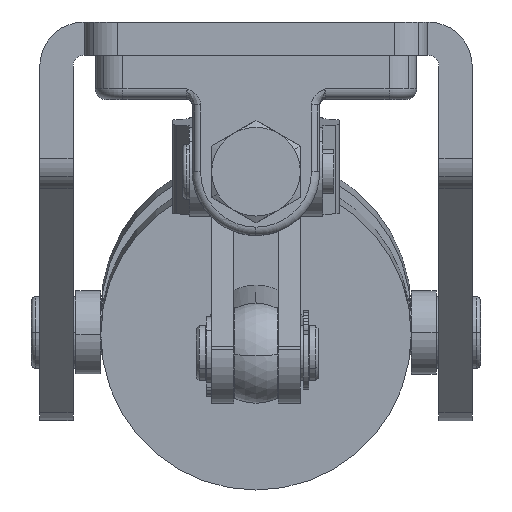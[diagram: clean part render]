
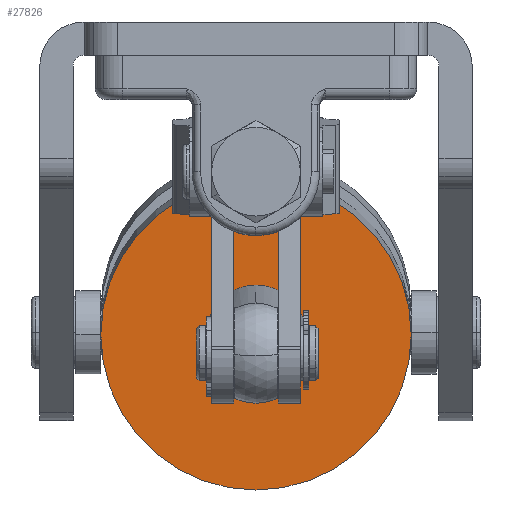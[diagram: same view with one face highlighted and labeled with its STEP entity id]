
A CAD part, left-side view. The second image highlights one B-rep face of the part: STEP entity #27826.
In plain terms, the highlighted face is planar.
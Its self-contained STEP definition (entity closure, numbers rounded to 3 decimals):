
#26309=CARTESIAN_POINT('',(49.166,21.253,0.0));
#26310=VERTEX_POINT('',#26309);
#26319=CARTESIAN_POINT('',(49.166,-34.747,0.));
#26320=VERTEX_POINT('',#26319);
#26321=CARTESIAN_POINT('',(49.166,-6.747,0.0));
#26322=DIRECTION('',(1.0,0.0,0.0));
#26323=DIRECTION('',(0.0,1.0,0.0));
#26324=AXIS2_PLACEMENT_3D('',#26321,#26322,#26323);
#26325=CIRCLE('',#26324,28.);
#26326=EDGE_CURVE('',#26310,#26320,#26325,.T.);
#26491=CARTESIAN_POINT('',(49.166,2.253,0.0));
#26492=VERTEX_POINT('',#26491);
#26534=CARTESIAN_POINT('',(49.166,-15.747,0.));
#26535=VERTEX_POINT('',#26534);
#26542=CARTESIAN_POINT('',(49.166,-6.747,0.0));
#26543=DIRECTION('',(1.0,0.0,0.0));
#26544=DIRECTION('',(0.0,1.0,0.0));
#26545=AXIS2_PLACEMENT_3D('',#26542,#26543,#26544);
#26546=CIRCLE('',#26545,9.0);
#26547=EDGE_CURVE('',#26492,#26535,#26546,.T.);
#27772=CARTESIAN_POINT('',(49.166,-6.747,0.0));
#27773=DIRECTION('',(1.0,0.0,0.0));
#27774=DIRECTION('',(0.0,1.0,0.0));
#27775=AXIS2_PLACEMENT_3D('',#27772,#27773,#27774);
#27776=CIRCLE('',#27775,9.0);
#27777=EDGE_CURVE('',#26535,#26492,#27776,.T.);
#27807=CARTESIAN_POINT('',(49.166,11.753,0.0));
#27808=DIRECTION('',(-1.0,0.0,0.0));
#27809=DIRECTION('',(0.0,0.0,1.0));
#27810=AXIS2_PLACEMENT_3D('',#27807,#27808,#27809);
#27811=PLANE('',#27810);
#27812=ORIENTED_EDGE('',*,*,#26326,.F.);
#27813=CARTESIAN_POINT('',(49.166,-6.747,0.0));
#27814=DIRECTION('',(1.0,0.0,0.0));
#27815=DIRECTION('',(0.0,1.0,0.0));
#27816=AXIS2_PLACEMENT_3D('',#27813,#27814,#27815);
#27817=CIRCLE('',#27816,28.);
#27818=EDGE_CURVE('',#26320,#26310,#27817,.T.);
#27819=ORIENTED_EDGE('',*,*,#27818,.F.);
#27820=EDGE_LOOP('',(#27812,#27819));
#27821=FACE_OUTER_BOUND('',#27820,.T.);
#27822=ORIENTED_EDGE('',*,*,#26547,.T.);
#27823=ORIENTED_EDGE('',*,*,#27777,.T.);
#27824=EDGE_LOOP('',(#27822,#27823));
#27825=FACE_BOUND('',#27824,.T.);
#27826=ADVANCED_FACE('',(#27821,#27825),#27811,.T.);
